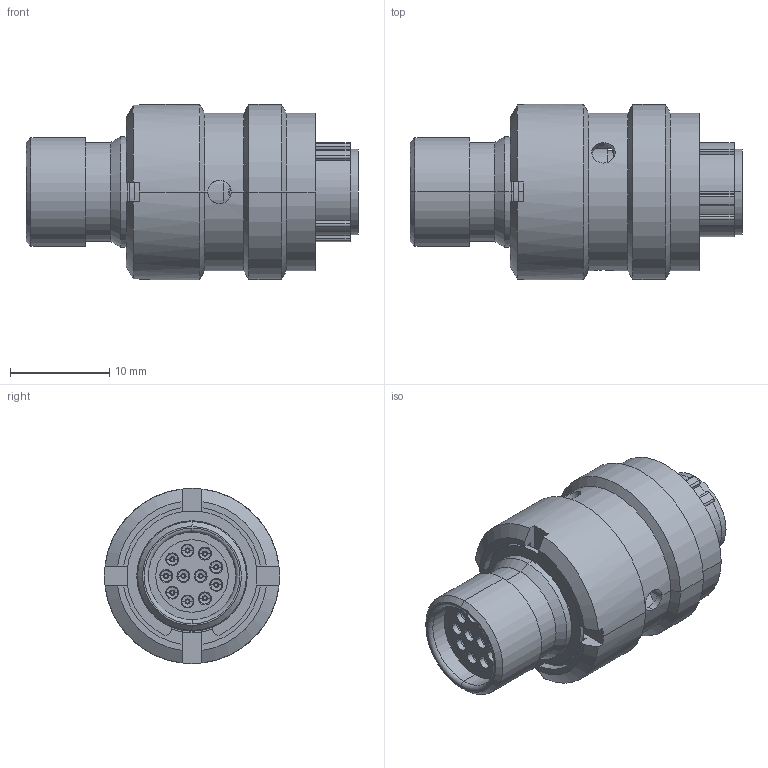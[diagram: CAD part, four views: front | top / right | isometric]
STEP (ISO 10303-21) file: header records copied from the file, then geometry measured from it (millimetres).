
FILE_DESCRIPTION (( 'STEP AP214' ), '1' );
FILE_NAME ('ASDD608-11SD.STEP', '2020-01-28T11:52:41', ( 'TE Connectivity' ), ( 'TE Connectivity' ), 'SwSTEP 2.0', 'SolidWorks 2016', '' );
FILE_SCHEMA (( 'AUTOMOTIVE_DESIGN' ));
Length unit declared in the file: millimetre
Products named in the file (1): ASDD608-11SD
Bounding box: 33.37 x 17.6 x 17.6 mm (x, y, z)
Volume: 3986.4 mm3; surface area: 8407.9 mm2
Topology: 33 solids, 33 shells, 1657 faces, 3913 edges, 2330 vertices
Faces by surface type: cylinder 535, plane 468, torus 366, cone 212, bspline 74, sphere 2
Entity records: 70953 total; most frequent: CARTESIAN_POINT 14985, DIRECTION 8021, ORIENTED_EDGE 7770, EDGE_CURVE 3885, AXIS2_PLACEMENT_3D 3345, VERTEX_POINT 2326, EDGE_LOOP 1791, CIRCLE 1761
